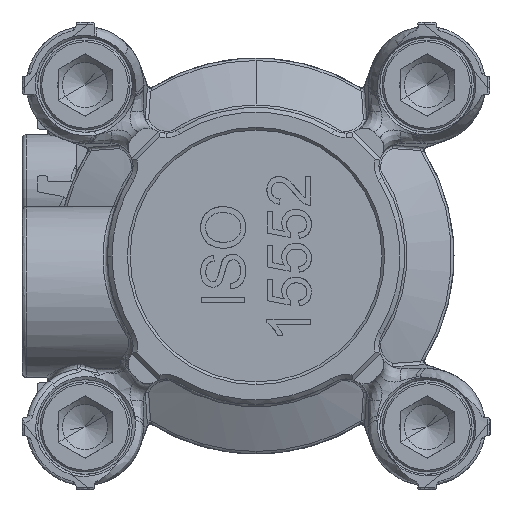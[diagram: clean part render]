
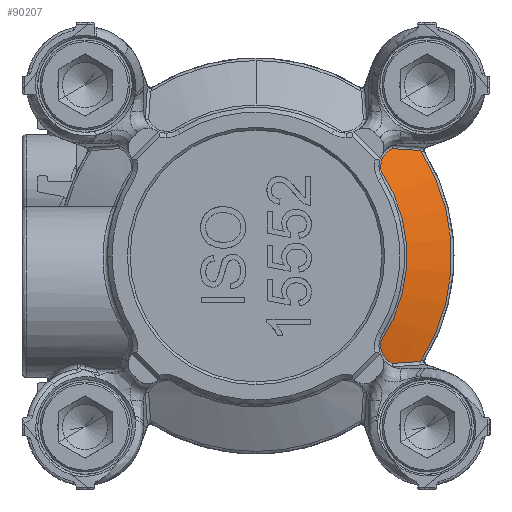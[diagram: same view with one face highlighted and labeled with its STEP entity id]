
A CAD part, front view. The second image highlights one B-rep face of the part: STEP entity #90207.
In plain terms, the highlighted conical face has half-angle 63.5 degrees and reference radius 21.723 mm.
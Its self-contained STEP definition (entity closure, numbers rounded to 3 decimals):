
#1234 = EDGE_CURVE ( 'NONE', #8072, #17742, #51729, .T. ) ;
#1554 = CARTESIAN_POINT ( 'NONE',  ( 17.193, 24.271, -11.796 ) ) ;
#1706 = CARTESIAN_POINT ( 'NONE',  ( 14.916, 23.369, -11.82 ) ) ;
#2427 = EDGE_CURVE ( 'NONE', #11566, #8072, #82253, .T. ) ;
#2703 = CARTESIAN_POINT ( 'NONE',  ( 13.906, 22.546, -10.429 ) ) ;
#3053 = ORIENTED_EDGE ( 'NONE', *, *, #2427, .T. ) ;
#3202 = CARTESIAN_POINT ( 'NONE',  ( 14.379, 23.014, -11.352 ) ) ;
#6049 = FACE_OUTER_BOUND ( 'NONE', #86175, .T. ) ;
#6139 = CARTESIAN_POINT ( 'NONE',  ( 13.83, 22.359, 9.899 ) ) ;
#6638 = CARTESIAN_POINT ( 'NONE',  ( 13.899, 22.534, 10.394 ) ) ;
#8072 = VERTEX_POINT ( 'NONE', #64791 ) ;
#8105 = EDGE_CURVE ( 'NONE', #69437, #62890, #74206, .T. ) ;
#9379 = ORIENTED_EDGE ( 'NONE', *, *, #69523, .T. ) ;
#9659 = CARTESIAN_POINT ( 'NONE',  ( 15.152, 23.494, -11.925 ) ) ;
#9816 = CARTESIAN_POINT ( 'NONE',  ( 14.038, 22.714, -10.81 ) ) ;
#10809 = CARTESIAN_POINT ( 'NONE',  ( 14.511, 23.109, -11.491 ) ) ;
#11566 = VERTEX_POINT ( 'NONE', #36488 ) ;
#12409 = EDGE_CURVE ( 'NONE', #17742, #62890, #24206, .T. ) ;
#13726 = CARTESIAN_POINT ( 'NONE',  ( 14.192, 22.863, 11.099 ) ) ;
#13911 = CARTESIAN_POINT ( 'NONE',  ( 18.289, 24.711, 11.721 ) ) ;
#14825 = B_SPLINE_CURVE_WITH_KNOTS ( 'NONE', 3,
 ( #13911, #90095, #44903, #20540 ),
 .UNSPECIFIED., .F., .F.,
 ( 4, 4 ),
 ( 0., 1. ),
 .UNSPECIFIED. ) ;
#14960 = ORIENTED_EDGE ( 'NONE', *, *, #1234, .T. ) ;
#17742 = VERTEX_POINT ( 'NONE', #44519 ) ;
#19877 = CARTESIAN_POINT ( 'NONE',  ( 14.555, 23.139, 11.532 ) ) ;
#20540 = CARTESIAN_POINT ( 'NONE',  ( 15.152, 23.494, 11.925 ) ) ;
#21370 = CARTESIAN_POINT ( 'NONE',  ( 14.439, 23.059, 11.421 ) ) ;
#24132 = ORIENTED_EDGE ( 'NONE', *, *, #40186, .T. ) ;
#24206 = B_SPLINE_CURVE_WITH_KNOTS ( 'NONE', 3,
 ( #9659, #78737, #1554, #55858 ),
 .UNSPECIFIED., .F., .F.,
 ( 4, 4 ),
 ( 0., 1. ),
 .UNSPECIFIED. ) ;
#25023 = CARTESIAN_POINT ( 'NONE',  ( 13.852, 22.414, -10.054 ) ) ;
#25162 = DIRECTION ( 'NONE',  ( 0., 0., -1. ) ) ;
#25561 = AXIS2_PLACEMENT_3D ( 'NONE', #26180, #73400, #25162 ) ;
#26046 = CARTESIAN_POINT ( 'NONE',  ( 14.208, 22.879, -11.13 ) ) ;
#26180 = CARTESIAN_POINT ( 'NONE',  ( 0., 24.711, 0. ) ) ;
#26522 = CARTESIAN_POINT ( 'NONE',  ( 13.86, 22.296, -9.635 ) ) ;
#28172 = DIRECTION ( 'NONE',  ( 0., 1., 0. ) ) ;
#28631 = B_SPLINE_CURVE_WITH_KNOTS ( 'NONE', 3,
 ( #51832, #98575, #67571, #58954, #98055, #28976, #59957, #19877, #21370, #52335, #83301, #13726, #44716, #82311, #83820, #60462, #74673, #76180, #6638, #75676, #91431, #51331, #6139, #44225, #67061 ),
 .UNSPECIFIED., .F., .F.,
 ( 4, 2, 1, 2, 2, 2, 1, 2, 2, 2, 1, 2, 2, 4 ),
 ( 0., 0.125, 0.188, 0.219, 0.25, 0.375, 0.438, 0.469, 0.5, 0.625, 0.688, 0.719, 0.75, 1. ),
 .UNSPECIFIED. ) ;
#28976 = CARTESIAN_POINT ( 'NONE',  ( 14.624, 23.184, 11.592 ) ) ;
#30406 = DIRECTION ( 'NONE',  ( -1., 0., 0. ) ) ;
#32682 = CARTESIAN_POINT ( 'NONE',  ( 14.059, 22.736, -10.855 ) ) ;
#32850 = ORIENTED_EDGE ( 'NONE', *, *, #12409, .T. ) ;
#33690 = CARTESIAN_POINT ( 'NONE',  ( 13.88, 22.498, -10.303 ) ) ;
#36488 = CARTESIAN_POINT ( 'NONE',  ( 13.915, 22.245, 9.372 ) ) ;
#37526 = DIRECTION ( 'NONE',  ( 0., 1., 0. ) ) ;
#40186 = EDGE_CURVE ( 'NONE', #57592, #11566, #28631, .T. ) ;
#40805 = CARTESIAN_POINT ( 'NONE',  ( 13.862, 22.449, -10.158 ) ) ;
#41281 = CARTESIAN_POINT ( 'NONE',  ( 13.915, 22.245, -9.372 ) ) ;
#44225 = CARTESIAN_POINT ( 'NONE',  ( 13.848, 22.29, 9.634 ) ) ;
#44519 = CARTESIAN_POINT ( 'NONE',  ( 15.152, 23.494, -11.925 ) ) ;
#44716 = CARTESIAN_POINT ( 'NONE',  ( 14.145, 22.82, 11.019 ) ) ;
#44903 = CARTESIAN_POINT ( 'NONE',  ( 16.148, 23.865, 11.864 ) ) ;
#45451 = DIRECTION ( 'NONE',  ( 0., 0., 1. ) ) ;
#48921 = CARTESIAN_POINT ( 'NONE',  ( 13.882, 22.267, -9.503 ) ) ;
#49400 = CARTESIAN_POINT ( 'NONE',  ( 14.487, 23.092, -11.467 ) ) ;
#51331 = CARTESIAN_POINT ( 'NONE',  ( 13.867, 22.465, 10.207 ) ) ;
#51729 = B_SPLINE_CURVE_WITH_KNOTS ( 'NONE', 3,
 ( #41281, #48921, #26522, #79900, #72248, #25023, #80894, #94150, #40805, #33690, #2703, #56005, #64658, #9816, #32682, #95135, #57503, #71259, #26046, #73266, #3202, #57024, #49400, #10809, #80387, #1706, #65160 ),
 .UNSPECIFIED., .F., .F.,
 ( 4, 2, 1, 1, 2, 2, 2, 1, 1, 2, 2, 2, 1, 2, 2, 4 ),
 ( 0., 0.125, 0.187, 0.219, 0.234, 0.25, 0.375, 0.437, 0.469, 0.484, 0.5, 0.625, 0.687, 0.719, 0.75, 1. ),
 .UNSPECIFIED. ) ;
#51832 = CARTESIAN_POINT ( 'NONE',  ( 15.152, 23.494, 11.925 ) ) ;
#52335 = CARTESIAN_POINT ( 'NONE',  ( 14.355, 22.997, 11.326 ) ) ;
#53949 = AXIS2_PLACEMENT_3D ( 'NONE', #76597, #37526, #30406 ) ;
#55858 = CARTESIAN_POINT ( 'NONE',  ( 18.289, 24.711, -11.721 ) ) ;
#56005 = CARTESIAN_POINT ( 'NONE',  ( 13.962, 22.624, -10.614 ) ) ;
#57024 = CARTESIAN_POINT ( 'NONE',  ( 14.443, 23.061, -11.422 ) ) ;
#57368 = ORIENTED_EDGE ( 'NONE', *, *, #8105, .F. ) ;
#57503 = CARTESIAN_POINT ( 'NONE',  ( 14.081, 22.758, -10.9 ) ) ;
#57592 = VERTEX_POINT ( 'NONE', #58340 ) ;
#58340 = CARTESIAN_POINT ( 'NONE',  ( 15.152, 23.494, 11.925 ) ) ;
#58954 = CARTESIAN_POINT ( 'NONE',  ( 14.769, 23.277, 11.707 ) ) ;
#59957 = CARTESIAN_POINT ( 'NONE',  ( 14.577, 23.154, 11.552 ) ) ;
#60462 = CARTESIAN_POINT ( 'NONE',  ( 14.026, 22.704, 10.792 ) ) ;
#62890 = VERTEX_POINT ( 'NONE', #65130 ) ;
#63725 = CONICAL_SURFACE ( 'NONE', #53949, 21.723, 1.108 ) ;
#64445 = AXIS2_PLACEMENT_3D ( 'NONE', #68300, #28172, #45451 ) ;
#64658 = CARTESIAN_POINT ( 'NONE',  ( 13.994, 22.665, -10.705 ) ) ;
#64791 = CARTESIAN_POINT ( 'NONE',  ( 13.915, 22.245, -9.372 ) ) ;
#65130 = CARTESIAN_POINT ( 'NONE',  ( 18.289, 24.711, -11.721 ) ) ;
#65160 = CARTESIAN_POINT ( 'NONE',  ( 15.152, 23.494, -11.925 ) ) ;
#67061 = CARTESIAN_POINT ( 'NONE',  ( 13.915, 22.245, 9.372 ) ) ;
#67571 = CARTESIAN_POINT ( 'NONE',  ( 14.924, 23.369, 11.811 ) ) ;
#68300 = CARTESIAN_POINT ( 'NONE',  ( 0., 22.245, 0. ) ) ;
#69437 = VERTEX_POINT ( 'NONE', #88622 ) ;
#69523 = EDGE_CURVE ( 'NONE', #69437, #57592, #14825, .T. ) ;
#71259 = CARTESIAN_POINT ( 'NONE',  ( 14.144, 22.821, -11.024 ) ) ;
#72248 = CARTESIAN_POINT ( 'NONE',  ( 13.846, 22.377, -9.936 ) ) ;
#73266 = CARTESIAN_POINT ( 'NONE',  ( 14.319, 22.969, -11.279 ) ) ;
#73400 = DIRECTION ( 'NONE',  ( 0., 1., 0. ) ) ;
#74206 = CIRCLE ( 'NONE', #25561, 21.723 ) ;
#74673 = CARTESIAN_POINT ( 'NONE',  ( 13.978, 22.648, 10.672 ) ) ;
#75676 = CARTESIAN_POINT ( 'NONE',  ( 13.882, 22.498, 10.3 ) ) ;
#76180 = CARTESIAN_POINT ( 'NONE',  ( 13.923, 22.571, 10.487 ) ) ;
#76597 = CARTESIAN_POINT ( 'NONE',  ( 0., 24.711, 0. ) ) ;
#78737 = CARTESIAN_POINT ( 'NONE',  ( 16.148, 23.865, -11.864 ) ) ;
#79900 = CARTESIAN_POINT ( 'NONE',  ( 13.848, 22.348, -9.835 ) ) ;
#80387 = CARTESIAN_POINT ( 'NONE',  ( 14.711, 23.246, -11.68 ) ) ;
#80894 = CARTESIAN_POINT ( 'NONE',  ( 13.857, 22.431, -10.106 ) ) ;
#82253 = CIRCLE ( 'NONE', #64445, 16.777 ) ;
#82311 = CARTESIAN_POINT ( 'NONE',  ( 14.114, 22.791, 10.965 ) ) ;
#83301 = CARTESIAN_POINT ( 'NONE',  ( 14.244, 22.907, 11.176 ) ) ;
#83820 = CARTESIAN_POINT ( 'NONE',  ( 14.101, 22.778, 10.939 ) ) ;
#86175 = EDGE_LOOP ( 'NONE', ( #32850, #57368, #9379, #24132, #3053, #14960 ) ) ;
#88622 = CARTESIAN_POINT ( 'NONE',  ( 18.289, 24.711, 11.721 ) ) ;
#90095 = CARTESIAN_POINT ( 'NONE',  ( 17.193, 24.271, 11.796 ) ) ;
#90207 = ADVANCED_FACE ( 'NONE', ( #6049 ), #63725, .T. ) ;
#91431 = CARTESIAN_POINT ( 'NONE',  ( 13.871, 22.475, 10.236 ) ) ;
#94150 = CARTESIAN_POINT ( 'NONE',  ( 13.86, 22.443, -10.14 ) ) ;
#95135 = CARTESIAN_POINT ( 'NONE',  ( 14.073, 22.751, -10.884 ) ) ;
#98055 = CARTESIAN_POINT ( 'NONE',  ( 14.695, 23.23, 11.652 ) ) ;
#98575 = CARTESIAN_POINT ( 'NONE',  ( 15.034, 23.432, 11.873 ) ) ;
